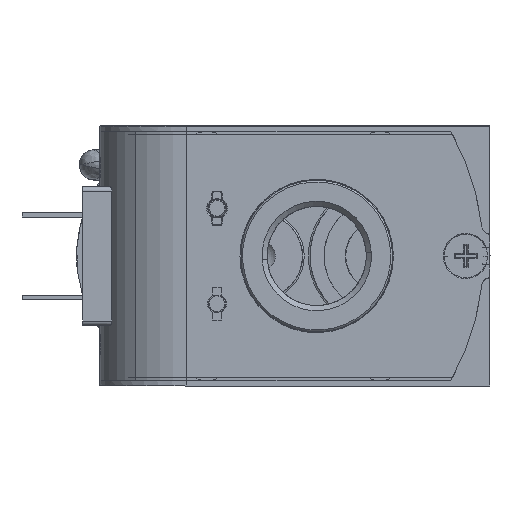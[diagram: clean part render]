
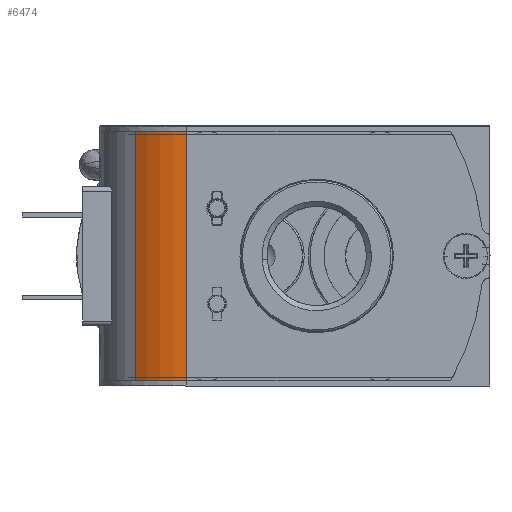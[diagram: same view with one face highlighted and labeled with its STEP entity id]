
A CAD part, left-side view. The second image highlights one B-rep face of the part: STEP entity #6474.
In plain terms, the highlighted cylindrical face has radius 10 mm (diameter 20 mm), a partial arc.
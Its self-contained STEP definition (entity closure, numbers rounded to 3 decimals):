
#6474=ADVANCED_FACE('',(#13335),#13336,.T.);
#13335=FACE_OUTER_BOUND('',#39568,.T.);
#13336=CYLINDRICAL_SURFACE('',#39569,10.);
#39568=EDGE_LOOP('',(#58460,#58461,#58462,#58463));
#39569=AXIS2_PLACEMENT_3D('',#58464,#58465,#58466);
#58460=ORIENTED_EDGE('',*,*,#68206,.T.);
#58461=ORIENTED_EDGE('',*,*,#68207,.T.);
#58462=ORIENTED_EDGE('',*,*,#68208,.F.);
#58463=ORIENTED_EDGE('',*,*,#68199,.F.);
#58464=CARTESIAN_POINT('',(-32.9,2.3,14.));
#58465=DIRECTION('',(0.,0.,-1.0));
#58466=DIRECTION('',(-1.0,0.,0.));
#68199=EDGE_CURVE('',#79538,#79540,#79541,.T.);
#68206=EDGE_CURVE('',#79538,#79552,#79553,.T.);
#68207=EDGE_CURVE('',#79552,#79554,#79555,.T.);
#68208=EDGE_CURVE('',#79540,#79554,#79556,.T.);
#79538=VERTEX_POINT('',#100442);
#79540=VERTEX_POINT('',#100445);
#79541=LINE('',#100446,#100447);
#79552=VERTEX_POINT('',#100461);
#79553=CIRCLE('',#100462,10.0);
#79554=VERTEX_POINT('',#100463);
#79555=LINE('',#100464,#100465);
#79556=CIRCLE('',#100466,10.0);
#100442=CARTESIAN_POINT('',(-42.9,2.3,14.4));
#100445=CARTESIAN_POINT('',(-42.9,2.3,-14.4));
#100446=CARTESIAN_POINT('',(-42.9,2.3,14.));
#100447=VECTOR('',#109638,1000.0);
#100461=CARTESIAN_POINT('',(-40.996,8.17,14.4));
#100462=AXIS2_PLACEMENT_3D('',#109648,#109649,#109650);
#100463=CARTESIAN_POINT('',(-40.996,8.17,-14.4));
#100464=CARTESIAN_POINT('',(-40.996,8.17,14.));
#100465=VECTOR('',#109651,1000.0);
#100466=AXIS2_PLACEMENT_3D('',#109652,#109653,#109654);
#109638=DIRECTION('',(0.,0.,-1.0));
#109648=CARTESIAN_POINT('',(-32.9,2.3,14.4));
#109649=DIRECTION('',(0.,0.,-1.0));
#109650=DIRECTION('',(-1.0,0.,0.));
#109651=DIRECTION('',(0.,0.,-1.0));
#109652=CARTESIAN_POINT('',(-32.9,2.3,-14.4));
#109653=DIRECTION('',(0.,0.,-1.0));
#109654=DIRECTION('',(-1.0,0.,0.));
